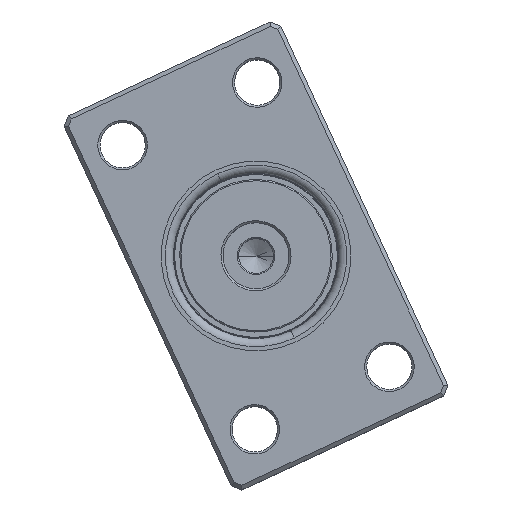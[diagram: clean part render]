
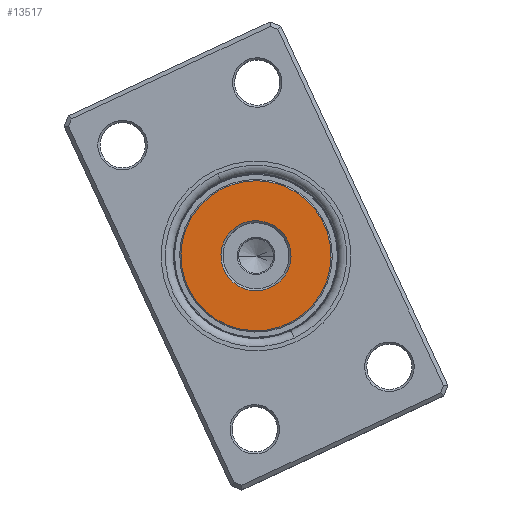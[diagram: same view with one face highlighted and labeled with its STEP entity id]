
A CAD part, top view. The second image highlights one B-rep face of the part: STEP entity #13517.
In plain terms, the highlighted face is planar.
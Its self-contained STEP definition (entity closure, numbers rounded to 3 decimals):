
#545 = EDGE_LOOP ( 'NONE', ( #35673, #35591 ) ) ;
#1396 = PLANE ( 'NONE',  #16032 ) ;
#2350 = VERTEX_POINT ( 'NONE', #23027 ) ;
#3167 = DIRECTION ( 'NONE',  ( 1., 0., 0. ) ) ;
#3225 = CIRCLE ( 'NONE', #11362, 18.2 ) ;
#4148 = EDGE_LOOP ( 'NONE', ( #21101, #18144 ) ) ;
#4749 = CARTESIAN_POINT ( 'NONE',  ( 0., 0., 0. ) ) ;
#5134 = EDGE_CURVE ( 'NONE', #7609, #29601, #32661, .T. ) ;
#5692 = DIRECTION ( 'NONE',  ( 0., 0., -1. ) ) ;
#6059 = CARTESIAN_POINT ( 'NONE',  ( 0., 0., 0. ) ) ;
#6876 = AXIS2_PLACEMENT_3D ( 'NONE', #10199, #20689, #31848 ) ;
#7359 = DIRECTION ( 'NONE',  ( 0., 0., 1. ) ) ;
#7609 = VERTEX_POINT ( 'NONE', #34861 ) ;
#8041 = CIRCLE ( 'NONE', #12932, 18.2 ) ;
#8730 = FACE_OUTER_BOUND ( 'NONE', #4148, .T. ) ;
#9947 = DIRECTION ( 'NONE',  ( 1., 0., 0. ) ) ;
#10199 = CARTESIAN_POINT ( 'NONE',  ( 0., 0., 0. ) ) ;
#11362 = AXIS2_PLACEMENT_3D ( 'NONE', #4749, #34858, #9947 ) ;
#11744 = CARTESIAN_POINT ( 'NONE',  ( -18.2, 0., 0. ) ) ;
#12644 = CARTESIAN_POINT ( 'NONE',  ( 0., 0., 0. ) ) ;
#12932 = AXIS2_PLACEMENT_3D ( 'NONE', #6059, #5692, #3167 ) ;
#13517 = ADVANCED_FACE ( 'NONE', ( #8730, #26940 ), #1396, .F. ) ;
#15807 = DIRECTION ( 'NONE',  ( 1., 0., 0. ) ) ;
#16032 = AXIS2_PLACEMENT_3D ( 'NONE', #20684, #20800, #28809 ) ;
#18144 = ORIENTED_EDGE ( 'NONE', *, *, #23186, .T. ) ;
#20684 = CARTESIAN_POINT ( 'NONE',  ( 0., 0., 0. ) ) ;
#20689 = DIRECTION ( 'NONE',  ( 0., 0., 1. ) ) ;
#20800 = DIRECTION ( 'NONE',  ( 0., 0., 1. ) ) ;
#21101 = ORIENTED_EDGE ( 'NONE', *, *, #24690, .T. ) ;
#23027 = CARTESIAN_POINT ( 'NONE',  ( 18.2, 0., 0. ) ) ;
#23186 = EDGE_CURVE ( 'NONE', #33789, #2350, #8041, .T. ) ;
#24690 = EDGE_CURVE ( 'NONE', #2350, #33789, #3225, .T. ) ;
#26940 = FACE_BOUND ( 'NONE', #545, .T. ) ;
#28427 = AXIS2_PLACEMENT_3D ( 'NONE', #12644, #7359, #15807 ) ;
#28809 = DIRECTION ( 'NONE',  ( 1., 0., 0. ) ) ;
#29601 = VERTEX_POINT ( 'NONE', #34637 ) ;
#31848 = DIRECTION ( 'NONE',  ( 1., 0., 0. ) ) ;
#31862 = EDGE_CURVE ( 'NONE', #29601, #7609, #35643, .T. ) ;
#32661 = CIRCLE ( 'NONE', #6876, 8.5 ) ;
#33789 = VERTEX_POINT ( 'NONE', #11744 ) ;
#34637 = CARTESIAN_POINT ( 'NONE',  ( -8.5, 0., 0. ) ) ;
#34858 = DIRECTION ( 'NONE',  ( 0., 0., -1. ) ) ;
#34861 = CARTESIAN_POINT ( 'NONE',  ( 8.5, 0., 0. ) ) ;
#35591 = ORIENTED_EDGE ( 'NONE', *, *, #5134, .T. ) ;
#35643 = CIRCLE ( 'NONE', #28427, 8.5 ) ;
#35673 = ORIENTED_EDGE ( 'NONE', *, *, #31862, .T. ) ;
